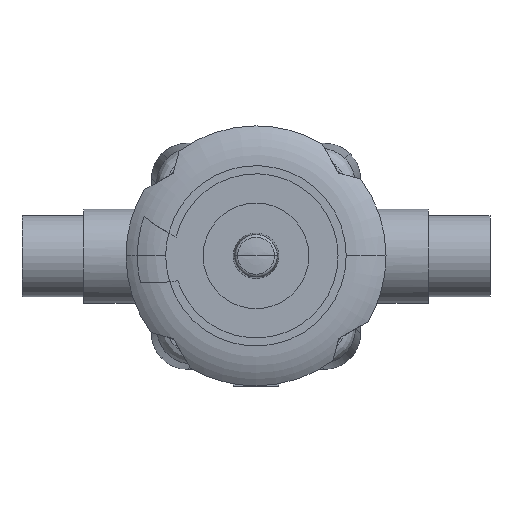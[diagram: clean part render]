
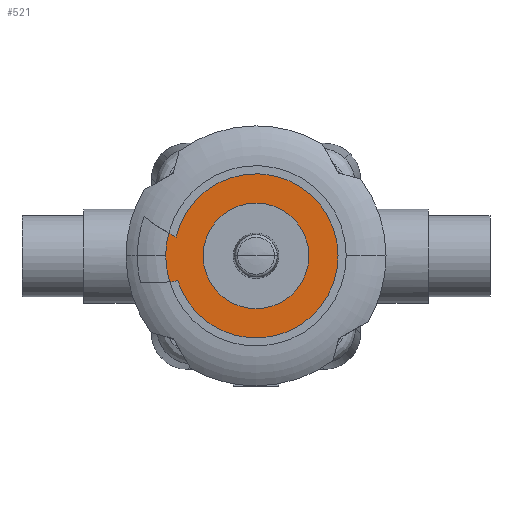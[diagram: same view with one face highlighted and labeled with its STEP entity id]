
A CAD part, top view. The second image highlights one B-rep face of the part: STEP entity #521.
In plain terms, the highlighted planar face has unit normal (0, 0, 1).
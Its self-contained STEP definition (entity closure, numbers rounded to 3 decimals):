
#521=ADVANCED_FACE('',(#1056,#1057),#1058,.T.);
#1056=FACE_OUTER_BOUND('',#2705,.T.);
#1057=FACE_BOUND('',#2706,.T.);
#1058=PLANE('',#2707);
#2705=EDGE_LOOP('',(#4122,#4123,#4124,#4125,#4126,#4127));
#2706=EDGE_LOOP('',(#4128,#4129));
#2707=AXIS2_PLACEMENT_3D('',#4130,#4131,#4132);
#4122=ORIENTED_EDGE('',*,*,#4868,.F.);
#4123=ORIENTED_EDGE('',*,*,#4916,.T.);
#4124=ORIENTED_EDGE('',*,*,#4902,.F.);
#4125=ORIENTED_EDGE('',*,*,#4927,.F.);
#4126=ORIENTED_EDGE('',*,*,#4924,.T.);
#4127=ORIENTED_EDGE('',*,*,#4942,.F.);
#4128=ORIENTED_EDGE('',*,*,#4911,.T.);
#4129=ORIENTED_EDGE('',*,*,#4909,.T.);
#4130=CARTESIAN_POINT('',(0.,0.,92.45));
#4131=DIRECTION('',(0.,0.,1.0));
#4132=DIRECTION('',(1.0,0.,0.));
#4868=EDGE_CURVE('',#5714,#5710,#5716,.T.);
#4902=EDGE_CURVE('',#5774,#5777,#5778,.T.);
#4909=EDGE_CURVE('',#5784,#5788,#5790,.T.);
#4911=EDGE_CURVE('',#5788,#5784,#5792,.T.);
#4916=EDGE_CURVE('',#5714,#5777,#5797,.T.);
#4924=EDGE_CURVE('',#5800,#5809,#5811,.T.);
#4927=EDGE_CURVE('',#5800,#5774,#5814,.T.);
#4942=EDGE_CURVE('',#5710,#5809,#5834,.T.);
#5710=VERTEX_POINT('',#7242);
#5714=VERTEX_POINT('',#7247);
#5716=CIRCLE('',#7250,25.25);
#5774=VERTEX_POINT('',#7357);
#5777=VERTEX_POINT('',#7360);
#5778=CIRCLE('',#7361,27.75);
#5784=VERTEX_POINT('',#7372);
#5788=VERTEX_POINT('',#7377);
#5790=CIRCLE('',#7380,16.25);
#5792=CIRCLE('',#7382,16.25);
#5797=CIRCLE('',#7388,55.);
#5800=VERTEX_POINT('',#7391);
#5809=VERTEX_POINT('',#7411);
#5811=CIRCLE('',#7414,73.355);
#5814=CIRCLE('',#7417,27.75);
#5834=CIRCLE('',#7462,25.25);
#7242=CARTESIAN_POINT('',(25.25,0.,92.45));
#7247=CARTESIAN_POINT('',(-24.576,5.796,92.45));
#7250=AXIS2_PLACEMENT_3D('',#8228,#8229,#8230);
#7357=CARTESIAN_POINT('',(-27.75,0.,92.45));
#7360=CARTESIAN_POINT('',(-26.852,7.001,92.45));
#7361=AXIS2_PLACEMENT_3D('',#8290,#8291,#8292);
#7372=CARTESIAN_POINT('',(-16.25,0.,92.45));
#7377=CARTESIAN_POINT('',(16.25,0.,92.45));
#7380=AXIS2_PLACEMENT_3D('',#8301,#8302,#8303);
#7382=AXIS2_PLACEMENT_3D('',#8304,#8305,#8306);
#7388=AXIS2_PLACEMENT_3D('',#8311,#8312,#8313);
#7391=CARTESIAN_POINT('',(-26.578,-7.979,92.45));
#7411=CARTESIAN_POINT('',(-24.054,-7.678,92.45));
#7414=AXIS2_PLACEMENT_3D('',#8322,#8323,#8324);
#7417=AXIS2_PLACEMENT_3D('',#8328,#8329,#8330);
#7462=AXIS2_PLACEMENT_3D('',#8347,#8348,#8349);
#8228=CARTESIAN_POINT('',(0.,0.,92.45));
#8229=DIRECTION('',(0.,0.,-1.0));
#8230=DIRECTION('',(-1.0,0.,0.));
#8290=CARTESIAN_POINT('',(0.,0.,92.45));
#8291=DIRECTION('',(0.,0.,-1.0));
#8292=DIRECTION('',(1.0,0.,0.));
#8301=CARTESIAN_POINT('',(0.,0.,92.45));
#8302=DIRECTION('',(0.,0.,-1.0));
#8303=DIRECTION('',(-1.0,0.,0.));
#8304=CARTESIAN_POINT('',(0.,0.,92.45));
#8305=DIRECTION('',(0.,0.,-1.0));
#8306=DIRECTION('',(-1.0,0.,0.));
#8311=CARTESIAN_POINT('',(0.,55.,92.45));
#8312=DIRECTION('',(0.,0.,-1.0));
#8313=DIRECTION('',(0.511,0.859,0.));
#8322=CARTESIAN_POINT('',(-34.,65.,92.45));
#8323=DIRECTION('',(0.,0.,1.0));
#8324=DIRECTION('',(0.082,-0.997,0.));
#8328=CARTESIAN_POINT('',(0.,0.,92.45));
#8329=DIRECTION('',(0.,0.,-1.0));
#8330=DIRECTION('',(1.0,0.,0.));
#8347=CARTESIAN_POINT('',(0.,0.,92.45));
#8348=DIRECTION('',(0.,0.,-1.0));
#8349=DIRECTION('',(-1.0,0.,0.));
